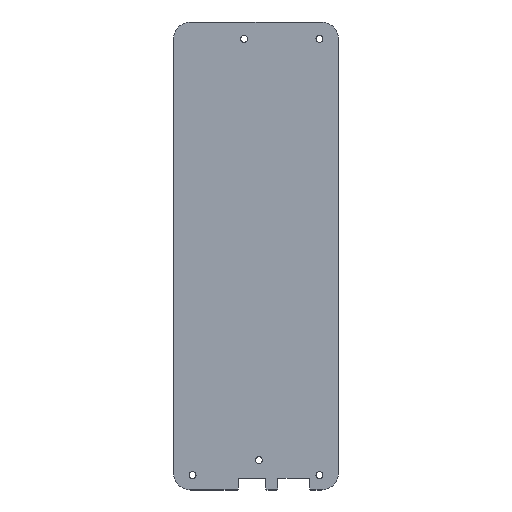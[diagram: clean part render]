
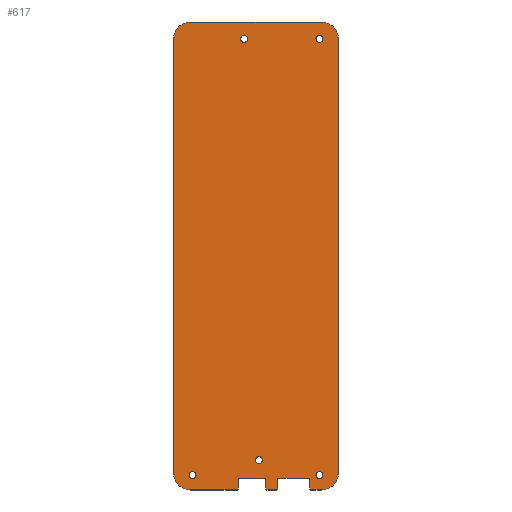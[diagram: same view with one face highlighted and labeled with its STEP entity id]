
A CAD part, top view. The second image highlights one B-rep face of the part: STEP entity #617.
In plain terms, the highlighted planar face has unit normal (0, 0, 1).
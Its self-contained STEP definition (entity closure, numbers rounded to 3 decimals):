
#20=FACE_BOUND('',#106,.T.);
#21=FACE_BOUND('',#107,.T.);
#22=FACE_BOUND('',#108,.T.);
#23=FACE_BOUND('',#109,.T.);
#24=FACE_BOUND('',#110,.T.);
#38=PLANE('',#696);
#69=FACE_OUTER_BOUND('',#105,.T.);
#105=EDGE_LOOP('',(#541,#542,#543,#544,#545,#546,#547,#548,#549,#550,#551,
#552,#553,#554,#555,#556,#557,#558,#559,#560,#561,#562,#563,#564));
#106=EDGE_LOOP('',(#565));
#107=EDGE_LOOP('',(#566));
#108=EDGE_LOOP('',(#567));
#109=EDGE_LOOP('',(#568));
#110=EDGE_LOOP('',(#569));
#125=LINE('',#950,#178);
#130=LINE('',#963,#183);
#133=LINE('',#971,#186);
#136=LINE('',#980,#189);
#141=LINE('',#993,#194);
#144=LINE('',#1002,#197);
#151=LINE('',#1025,#204);
#152=LINE('',#1027,#205);
#154=LINE('',#1034,#207);
#157=LINE('',#1042,#210);
#160=LINE('',#1050,#213);
#163=LINE('',#1057,#216);
#178=VECTOR('',#755,10.);
#183=VECTOR('',#770,10.);
#186=VECTOR('',#779,10.);
#189=VECTOR('',#788,10.);
#194=VECTOR('',#803,10.);
#197=VECTOR('',#812,10.);
#204=VECTOR('',#841,10.);
#205=VECTOR('',#844,10.);
#207=VECTOR('',#852,10.);
#210=VECTOR('',#861,10.);
#213=VECTOR('',#870,10.);
#216=VECTOR('',#879,10.);
#217=CIRCLE('',#633,0.5);
#235=CIRCLE('',#654,0.5);
#236=CIRCLE('',#656,0.5);
#237=CIRCLE('',#659,0.5);
#238=CIRCLE('',#662,0.5);
#239=CIRCLE('',#665,0.5);
#240=CIRCLE('',#667,0.5);
#241=CIRCLE('',#670,0.5);
#242=CIRCLE('',#673,1.75);
#243=CIRCLE('',#675,1.75);
#244=CIRCLE('',#677,1.75);
#245=CIRCLE('',#679,1.75);
#246=CIRCLE('',#681,1.75);
#247=CIRCLE('',#685,8.5);
#248=CIRCLE('',#688,8.5);
#249=CIRCLE('',#691,8.5);
#250=CIRCLE('',#694,8.5);
#251=VERTEX_POINT('',#884);
#252=VERTEX_POINT('',#885);
#282=VERTEX_POINT('',#949);
#283=VERTEX_POINT('',#953);
#284=VERTEX_POINT('',#957);
#285=VERTEX_POINT('',#959);
#286=VERTEX_POINT('',#965);
#287=VERTEX_POINT('',#966);
#288=VERTEX_POINT('',#973);
#289=VERTEX_POINT('',#974);
#290=VERTEX_POINT('',#979);
#291=VERTEX_POINT('',#983);
#292=VERTEX_POINT('',#987);
#293=VERTEX_POINT('',#989);
#294=VERTEX_POINT('',#995);
#295=VERTEX_POINT('',#996);
#296=VERTEX_POINT('',#1001);
#297=VERTEX_POINT('',#1005);
#298=VERTEX_POINT('',#1009);
#299=VERTEX_POINT('',#1013);
#300=VERTEX_POINT('',#1017);
#301=VERTEX_POINT('',#1021);
#302=VERTEX_POINT('',#1029);
#303=VERTEX_POINT('',#1033);
#304=VERTEX_POINT('',#1037);
#305=VERTEX_POINT('',#1041);
#306=VERTEX_POINT('',#1045);
#307=VERTEX_POINT('',#1049);
#308=VERTEX_POINT('',#1053);
#309=EDGE_CURVE('',#251,#252,#217,.T.);
#341=EDGE_CURVE('',#282,#252,#125,.T.);
#343=EDGE_CURVE('',#282,#283,#235,.T.);
#346=EDGE_CURVE('',#284,#285,#236,.T.);
#348=EDGE_CURVE('',#284,#283,#130,.T.);
#349=EDGE_CURVE('',#286,#287,#237,.T.);
#352=EDGE_CURVE('',#286,#285,#133,.T.);
#353=EDGE_CURVE('',#288,#289,#238,.T.);
#356=EDGE_CURVE('',#290,#289,#136,.T.);
#358=EDGE_CURVE('',#290,#291,#239,.T.);
#361=EDGE_CURVE('',#292,#293,#240,.T.);
#363=EDGE_CURVE('',#292,#291,#141,.T.);
#364=EDGE_CURVE('',#294,#295,#241,.T.);
#367=EDGE_CURVE('',#296,#295,#144,.T.);
#369=EDGE_CURVE('',#297,#297,#242,.T.);
#371=EDGE_CURVE('',#298,#298,#243,.T.);
#373=EDGE_CURVE('',#299,#299,#244,.T.);
#375=EDGE_CURVE('',#300,#300,#245,.T.);
#377=EDGE_CURVE('',#301,#301,#246,.T.);
#379=EDGE_CURVE('',#288,#287,#151,.T.);
#380=EDGE_CURVE('',#294,#293,#152,.T.);
#381=EDGE_CURVE('',#302,#296,#247,.T.);
#383=EDGE_CURVE('',#303,#302,#154,.T.);
#385=EDGE_CURVE('',#304,#303,#248,.T.);
#387=EDGE_CURVE('',#305,#304,#157,.T.);
#389=EDGE_CURVE('',#306,#305,#249,.T.);
#391=EDGE_CURVE('',#307,#306,#160,.T.);
#393=EDGE_CURVE('',#308,#307,#250,.T.);
#395=EDGE_CURVE('',#251,#308,#163,.T.);
#541=ORIENTED_EDGE('',*,*,#309,.F.);
#542=ORIENTED_EDGE('',*,*,#395,.T.);
#543=ORIENTED_EDGE('',*,*,#393,.T.);
#544=ORIENTED_EDGE('',*,*,#391,.T.);
#545=ORIENTED_EDGE('',*,*,#389,.T.);
#546=ORIENTED_EDGE('',*,*,#387,.T.);
#547=ORIENTED_EDGE('',*,*,#385,.T.);
#548=ORIENTED_EDGE('',*,*,#383,.T.);
#549=ORIENTED_EDGE('',*,*,#381,.T.);
#550=ORIENTED_EDGE('',*,*,#367,.T.);
#551=ORIENTED_EDGE('',*,*,#364,.F.);
#552=ORIENTED_EDGE('',*,*,#380,.T.);
#553=ORIENTED_EDGE('',*,*,#361,.F.);
#554=ORIENTED_EDGE('',*,*,#363,.T.);
#555=ORIENTED_EDGE('',*,*,#358,.F.);
#556=ORIENTED_EDGE('',*,*,#356,.T.);
#557=ORIENTED_EDGE('',*,*,#353,.F.);
#558=ORIENTED_EDGE('',*,*,#379,.T.);
#559=ORIENTED_EDGE('',*,*,#349,.F.);
#560=ORIENTED_EDGE('',*,*,#352,.T.);
#561=ORIENTED_EDGE('',*,*,#346,.F.);
#562=ORIENTED_EDGE('',*,*,#348,.T.);
#563=ORIENTED_EDGE('',*,*,#343,.F.);
#564=ORIENTED_EDGE('',*,*,#341,.T.);
#565=ORIENTED_EDGE('',*,*,#377,.T.);
#566=ORIENTED_EDGE('',*,*,#375,.T.);
#567=ORIENTED_EDGE('',*,*,#373,.T.);
#568=ORIENTED_EDGE('',*,*,#371,.T.);
#569=ORIENTED_EDGE('',*,*,#369,.T.);
#617=ADVANCED_FACE('',(#69,#20,#21,#22,#23,#24),#38,.T.);
#633=AXIS2_PLACEMENT_3D('',#886,#701,#702);
#654=AXIS2_PLACEMENT_3D('',#954,#759,#760);
#656=AXIS2_PLACEMENT_3D('',#960,#765,#766);
#659=AXIS2_PLACEMENT_3D('',#967,#773,#774);
#662=AXIS2_PLACEMENT_3D('',#975,#782,#783);
#665=AXIS2_PLACEMENT_3D('',#984,#792,#793);
#667=AXIS2_PLACEMENT_3D('',#990,#798,#799);
#670=AXIS2_PLACEMENT_3D('',#997,#806,#807);
#673=AXIS2_PLACEMENT_3D('',#1006,#816,#817);
#675=AXIS2_PLACEMENT_3D('',#1010,#821,#822);
#677=AXIS2_PLACEMENT_3D('',#1014,#826,#827);
#679=AXIS2_PLACEMENT_3D('',#1018,#831,#832);
#681=AXIS2_PLACEMENT_3D('',#1022,#836,#837);
#685=AXIS2_PLACEMENT_3D('',#1030,#847,#848);
#688=AXIS2_PLACEMENT_3D('',#1038,#856,#857);
#691=AXIS2_PLACEMENT_3D('',#1046,#865,#866);
#694=AXIS2_PLACEMENT_3D('',#1054,#874,#875);
#696=AXIS2_PLACEMENT_3D('',#1058,#880,#881);
#701=DIRECTION('center_axis',(0.,0.,-1.));
#702=DIRECTION('ref_axis',(-0.707,-0.707,0.));
#755=DIRECTION('',(0.,-1.,0.));
#759=DIRECTION('center_axis',(0.,0.,1.));
#760=DIRECTION('ref_axis',(0.707,0.707,0.));
#765=DIRECTION('center_axis',(0.,0.,1.));
#766=DIRECTION('ref_axis',(-0.707,0.707,0.));
#770=DIRECTION('',(1.,0.,0.));
#773=DIRECTION('center_axis',(0.,0.,-1.));
#774=DIRECTION('ref_axis',(0.707,-0.707,0.));
#779=DIRECTION('',(0.,1.,0.));
#782=DIRECTION('center_axis',(0.,0.,-1.));
#783=DIRECTION('ref_axis',(-0.707,-0.707,0.));
#788=DIRECTION('',(0.,-1.,0.));
#792=DIRECTION('center_axis',(0.,0.,1.));
#793=DIRECTION('ref_axis',(0.707,0.707,0.));
#798=DIRECTION('center_axis',(0.,0.,1.));
#799=DIRECTION('ref_axis',(-0.707,0.707,0.));
#803=DIRECTION('',(1.,0.,0.));
#806=DIRECTION('center_axis',(0.,0.,-1.));
#807=DIRECTION('ref_axis',(0.707,-0.707,0.));
#812=DIRECTION('',(1.,0.,0.));
#816=DIRECTION('center_axis',(0.,0.,-1.));
#817=DIRECTION('ref_axis',(1.,0.,0.));
#821=DIRECTION('center_axis',(0.,0.,-1.));
#822=DIRECTION('ref_axis',(1.,0.,0.));
#826=DIRECTION('center_axis',(0.,0.,-1.));
#827=DIRECTION('ref_axis',(1.,0.,0.));
#831=DIRECTION('center_axis',(0.,0.,-1.));
#832=DIRECTION('ref_axis',(1.,0.,0.));
#836=DIRECTION('center_axis',(0.,0.,-1.));
#837=DIRECTION('ref_axis',(1.,0.,0.));
#841=DIRECTION('',(1.,0.,0.));
#844=DIRECTION('',(0.,1.,0.));
#847=DIRECTION('center_axis',(0.,0.,1.));
#848=DIRECTION('ref_axis',(-1.,0.,0.));
#852=DIRECTION('',(0.,-1.,0.));
#856=DIRECTION('center_axis',(0.,0.,1.));
#857=DIRECTION('ref_axis',(0.,1.,0.));
#861=DIRECTION('',(-1.,0.,0.));
#865=DIRECTION('center_axis',(0.,0.,1.));
#866=DIRECTION('ref_axis',(1.,0.,0.));
#870=DIRECTION('',(0.,1.,0.));
#874=DIRECTION('center_axis',(0.,0.,1.));
#875=DIRECTION('ref_axis',(0.,-1.,0.));
#879=DIRECTION('',(1.,0.,0.));
#880=DIRECTION('center_axis',(0.,0.,1.));
#881=DIRECTION('ref_axis',(1.,0.,0.));
#884=CARTESIAN_POINT('',(69.5,0.5,1.6));
#885=CARTESIAN_POINT('',(69.,1.,1.6));
#886=CARTESIAN_POINT('Origin',(69.5,1.,1.6));
#949=CARTESIAN_POINT('',(69.,6.,1.6));
#950=CARTESIAN_POINT('',(69.,6.5,1.6));
#953=CARTESIAN_POINT('',(68.5,6.5,1.6));
#954=CARTESIAN_POINT('Origin',(68.5,6.,1.6));
#957=CARTESIAN_POINT('',(53.5,6.5,1.6));
#959=CARTESIAN_POINT('',(53.,6.,1.6));
#960=CARTESIAN_POINT('Origin',(53.5,6.,1.6));
#963=CARTESIAN_POINT('',(53.,6.5,1.6));
#965=CARTESIAN_POINT('',(53.,1.,1.6));
#966=CARTESIAN_POINT('',(52.5,0.5,1.6));
#967=CARTESIAN_POINT('Origin',(52.5,1.,1.6));
#971=CARTESIAN_POINT('',(53.,0.5,1.6));
#973=CARTESIAN_POINT('',(47.5,0.5,1.6));
#974=CARTESIAN_POINT('',(47.,1.,1.6));
#975=CARTESIAN_POINT('Origin',(47.5,1.,1.6));
#979=CARTESIAN_POINT('',(47.,6.,1.6));
#980=CARTESIAN_POINT('',(47.,6.5,1.6));
#983=CARTESIAN_POINT('',(46.5,6.5,1.6));
#984=CARTESIAN_POINT('Origin',(46.5,6.,1.6));
#987=CARTESIAN_POINT('',(33.5,6.5,1.6));
#989=CARTESIAN_POINT('',(33.,6.,1.6));
#990=CARTESIAN_POINT('Origin',(33.5,6.,1.6));
#993=CARTESIAN_POINT('',(33.,6.5,1.6));
#995=CARTESIAN_POINT('',(33.,1.,1.6));
#996=CARTESIAN_POINT('',(32.5,0.5,1.6));
#997=CARTESIAN_POINT('Origin',(32.5,1.,1.6));
#1001=CARTESIAN_POINT('',(9.,0.5,1.6));
#1002=CARTESIAN_POINT('',(9.,0.5,1.6));
#1005=CARTESIAN_POINT('',(34.25,228.,1.6));
#1006=CARTESIAN_POINT('Origin',(36.,228.,1.6));
#1009=CARTESIAN_POINT('',(72.25,228.,1.6));
#1010=CARTESIAN_POINT('Origin',(74.,228.,1.6));
#1013=CARTESIAN_POINT('',(72.25,8.,1.6));
#1014=CARTESIAN_POINT('Origin',(74.,8.,1.6));
#1017=CARTESIAN_POINT('',(8.25,8.,1.6));
#1018=CARTESIAN_POINT('Origin',(10.,8.,1.6));
#1021=CARTESIAN_POINT('',(41.75,15.5,1.6));
#1022=CARTESIAN_POINT('Origin',(43.5,15.5,1.6));
#1025=CARTESIAN_POINT('',(47.,0.5,1.6));
#1027=CARTESIAN_POINT('',(33.,0.5,1.6));
#1029=CARTESIAN_POINT('',(0.5,9.,1.6));
#1030=CARTESIAN_POINT('Origin',(9.,9.,1.6));
#1033=CARTESIAN_POINT('',(0.5,228.,1.6));
#1034=CARTESIAN_POINT('',(0.5,228.,1.6));
#1037=CARTESIAN_POINT('',(9.,236.5,1.6));
#1038=CARTESIAN_POINT('Origin',(9.,228.,1.6));
#1041=CARTESIAN_POINT('',(75.,236.5,1.6));
#1042=CARTESIAN_POINT('',(75.,236.5,1.6));
#1045=CARTESIAN_POINT('',(83.5,228.,1.6));
#1046=CARTESIAN_POINT('Origin',(75.,228.,1.6));
#1049=CARTESIAN_POINT('',(83.5,9.,1.6));
#1050=CARTESIAN_POINT('',(83.5,9.,1.6));
#1053=CARTESIAN_POINT('',(75.,0.5,1.6));
#1054=CARTESIAN_POINT('Origin',(75.,9.,1.6));
#1057=CARTESIAN_POINT('',(69.,0.5,1.6));
#1058=CARTESIAN_POINT('Origin',(42.,118.5,1.6));
